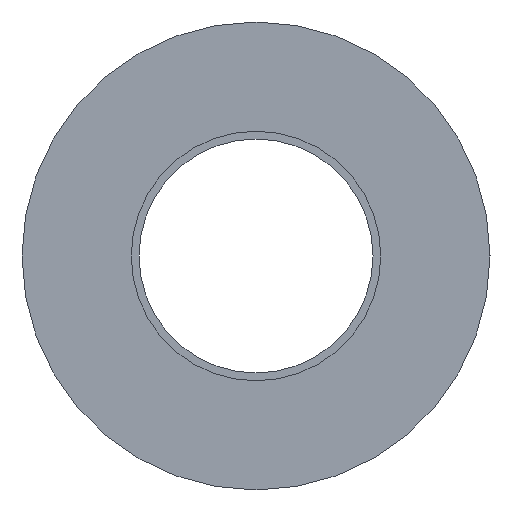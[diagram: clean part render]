
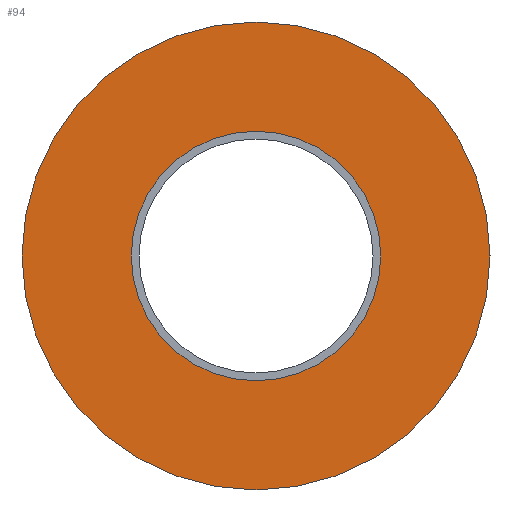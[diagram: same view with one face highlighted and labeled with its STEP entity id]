
A CAD part, left-side view. The second image highlights one B-rep face of the part: STEP entity #94.
In plain terms, the highlighted planar face has unit normal (-1, 0, 0).
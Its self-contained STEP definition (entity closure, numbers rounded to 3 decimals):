
#64 = VERTEX_POINT( '', #160 );
#68 = EDGE_CURVE( '', #64, #78, #165, .T. );
#74 = VERTEX_POINT( '', #171 );
#76 = EDGE_CURVE( '', #74, #124, #173, .T. );
#78 = VERTEX_POINT( '', #175 );
#94 = ADVANCED_FACE( '', ( #194, #195 ), #196, .T. );
#110 = EDGE_CURVE( '', #124, #74, #216, .T. );
#124 = VERTEX_POINT( '', #231 );
#136 = EDGE_CURVE( '', #78, #64, #243, .T. );
#160 = CARTESIAN_POINT( '', ( 0., 3., 0. ) );
#165 = CIRCLE( '', #264, 3. );
#171 = CARTESIAN_POINT( '', ( 0., -1.6, 0. ) );
#173 = CIRCLE( '', #274, 1.6 );
#175 = CARTESIAN_POINT( '', ( 0., -3., 0. ) );
#194 = FACE_BOUND( '', #300, .T. );
#195 = FACE_OUTER_BOUND( '', #301, .T. );
#196 = PLANE( '', #302 );
#216 = CIRCLE( '', #325, 1.6 );
#231 = CARTESIAN_POINT( '', ( 0., 1.6, 0. ) );
#243 = CIRCLE( '', #363, 3. );
#264 = AXIS2_PLACEMENT_3D( '', #381, #382, #383 );
#274 = AXIS2_PLACEMENT_3D( '', #387, #388, #389 );
#300 = EDGE_LOOP( '', ( #417, #418 ) );
#301 = EDGE_LOOP( '', ( #419, #420 ) );
#302 = AXIS2_PLACEMENT_3D( '', #421, #422, #423 );
#325 = AXIS2_PLACEMENT_3D( '', #453, #454, #455 );
#363 = AXIS2_PLACEMENT_3D( '', #474, #475, #476 );
#381 = CARTESIAN_POINT( '', ( 0., 0., 0. ) );
#382 = DIRECTION( '', ( -1., 0., 0. ) );
#383 = DIRECTION( '', ( 0., 1., 0. ) );
#387 = CARTESIAN_POINT( '', ( 0., 0., 0. ) );
#388 = DIRECTION( '', ( -1., 0., 0. ) );
#389 = DIRECTION( '', ( 0., 1., 0. ) );
#417 = ORIENTED_EDGE( '', *, *, #110, .F. );
#418 = ORIENTED_EDGE( '', *, *, #76, .F. );
#419 = ORIENTED_EDGE( '', *, *, #68, .T. );
#420 = ORIENTED_EDGE( '', *, *, #136, .T. );
#421 = CARTESIAN_POINT( '', ( 0., 2.3, 0. ) );
#422 = DIRECTION( '', ( -1., 0., 0. ) );
#423 = DIRECTION( '', ( 0., 1., 0. ) );
#453 = CARTESIAN_POINT( '', ( 0., 0., 0. ) );
#454 = DIRECTION( '', ( -1., 0., 0. ) );
#455 = DIRECTION( '', ( 0., 1., 0. ) );
#474 = CARTESIAN_POINT( '', ( 0., 0., 0. ) );
#475 = DIRECTION( '', ( -1., 0., 0. ) );
#476 = DIRECTION( '', ( 0., 1., 0. ) );
